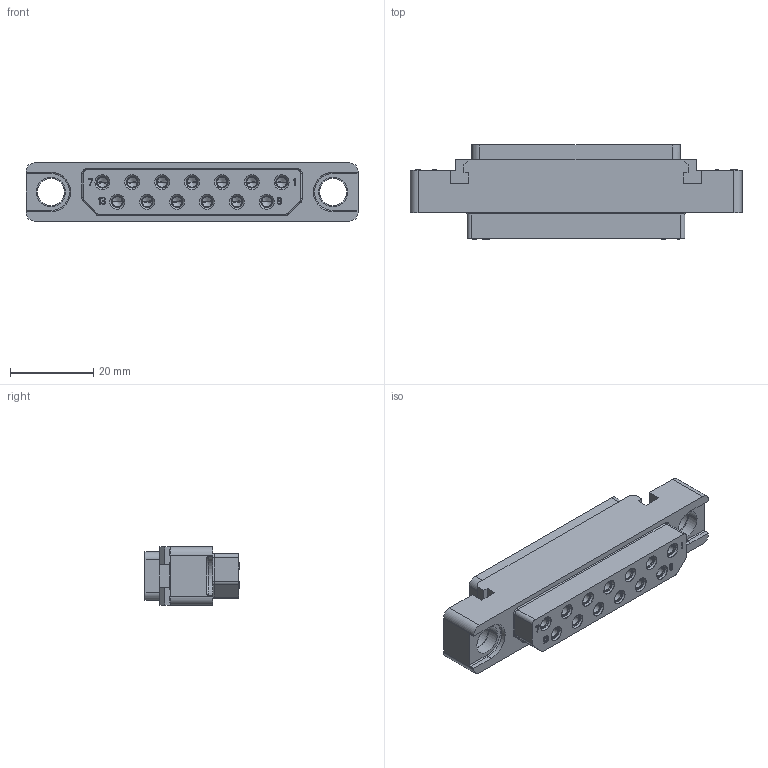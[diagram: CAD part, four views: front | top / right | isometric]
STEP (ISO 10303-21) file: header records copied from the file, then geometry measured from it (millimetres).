
FILE_DESCRIPTION((''),'2;1');
FILE_NAME('1900ND05S1X00D','2020-08-03T',('presta_be4'),(''),'CREO PARAMETRIC BY PTC INC, 2018360','CREO PARAMETRIC BY PTC INC, 2018360','');
FILE_SCHEMA(('CONFIG_CONTROL_DESIGN'));
Products named in the file (1): 1900ND05S1X00D
Bounding box: 80 x 22.72 x 14 mm (x, y, z)
Volume: 15061.8 mm3; surface area: 12651.5 mm2
Topology: 1 solids, 1 shells, 2306 faces, 5829 edges, 3600 vertices
Faces by surface type: plane 983, cylinder 651, torus 320, cone 290, bspline 62
Entity records: 73672 total; most frequent: CARTESIAN_POINT 18011, DIRECTION 11795, ORIENTED_EDGE 11554, EDGE_CURVE 5777, AXIS2_PLACEMENT_3D 4265, VERTEX_POINT 3600, VECTOR 3265, LINE 3265
